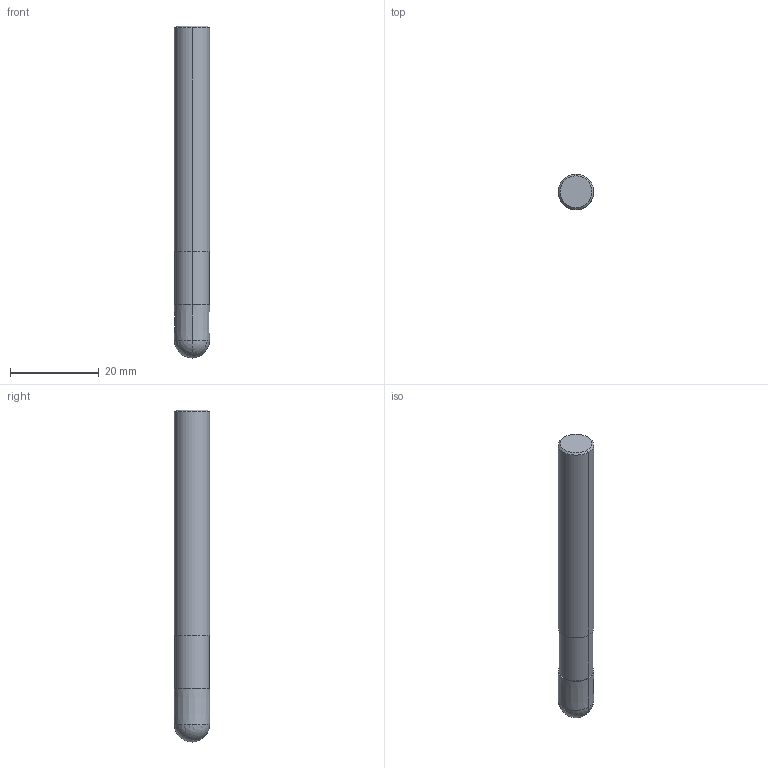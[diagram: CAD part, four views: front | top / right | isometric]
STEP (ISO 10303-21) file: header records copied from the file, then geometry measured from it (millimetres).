
FILE_DESCRIPTION(('no description'),'unknown implementation level');
FILE_NAME('solid54B40s46z4HIHf_fD2Ub7d_Hobw_1.STP',' ',('CIMSOURCE GmbH'),('CADClick - KiM GmbH - www.kimweb.de'),'unknown preprocess','ACIS','unknown authorization');
FILE_SCHEMA(('automotive_design'));
Length unit declared in the file: millimetre
Products named in the file (2): 1; 2
Bounding box: 8 x 8 x 75 mm (x, y, z)
Volume: 3656.5 mm3; surface area: 2025.5 mm2
Topology: 2 solids, 2 shells, 18 faces, 39 edges, 20 vertices
Faces by surface type: cone 8, cylinder 4, plane 4, sphere 2
Entity records: 902 total; most frequent: DIRECTION 98, CARTESIAN_POINT 75, STYLED_ITEM 71, PRESENTATION_STYLE_ASSIGNMENT 71, COLOUR_RGB 71, ORIENTED_EDGE 62, AXIS2_PLACEMENT_3D 43, EDGE_CURVE 31
